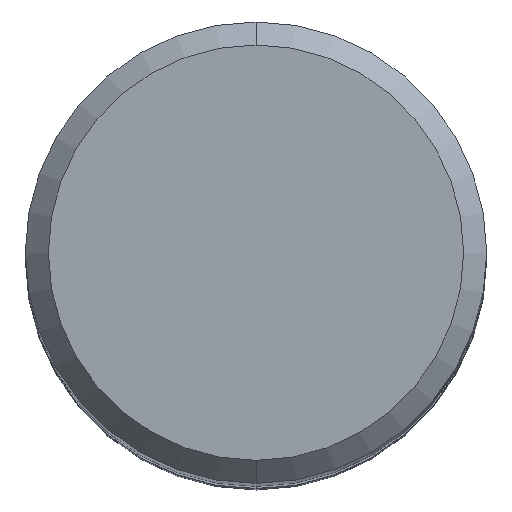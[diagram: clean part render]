
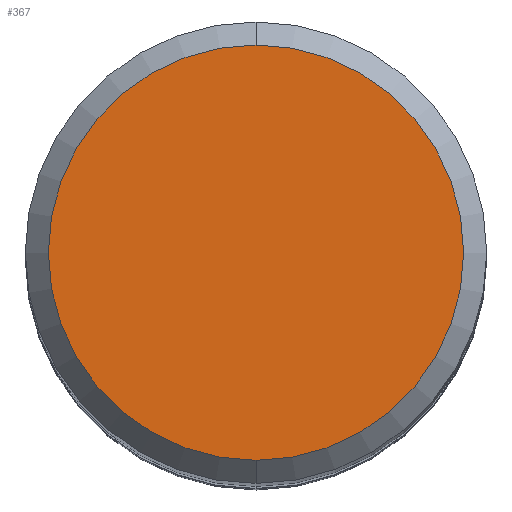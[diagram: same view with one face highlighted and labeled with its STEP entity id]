
A CAD part, top view. The second image highlights one B-rep face of the part: STEP entity #367.
In plain terms, the highlighted planar face has unit normal (0, 0, 1).
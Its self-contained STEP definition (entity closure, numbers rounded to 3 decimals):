
#273=EDGE_CURVE('',#431,#435,#655,.T.);
#315=EDGE_CURVE('',#435,#431,#699,.T.);
#367=ADVANCED_FACE('',(#757),#758,.T.);
#431=VERTEX_POINT('',#831);
#435=VERTEX_POINT('',#835);
#655=CIRCLE('',#1149,5.4);
#699=CIRCLE('',#1231,5.4);
#757=FACE_OUTER_BOUND('',#1358,.T.);
#758=PLANE('',#1359);
#831=CARTESIAN_POINT('',(0.,-5.4,0.0));
#835=CARTESIAN_POINT('',(0.0,5.4,0.0));
#1149=AXIS2_PLACEMENT_3D('',#1863,#1864,#1865);
#1231=AXIS2_PLACEMENT_3D('',#1902,#1903,#1904);
#1358=EDGE_LOOP('',(#1979,#1980));
#1359=AXIS2_PLACEMENT_3D('',#1981,#1982,#1983);
#1863=CARTESIAN_POINT('',(0.0,0.0,0.0));
#1864=DIRECTION('',(0.0,0.0,-1.0));
#1865=DIRECTION('',(0.0,1.0,0.0));
#1902=CARTESIAN_POINT('',(0.0,0.0,0.0));
#1903=DIRECTION('',(0.0,0.0,-1.0));
#1904=DIRECTION('',(0.0,1.0,0.0));
#1979=ORIENTED_EDGE('',*,*,#315,.F.);
#1980=ORIENTED_EDGE('',*,*,#273,.F.);
#1981=CARTESIAN_POINT('',(0.0,2.7,0.0));
#1982=DIRECTION('',(-0.0,0.0,1.0));
#1983=DIRECTION('',(0.0,-1.0,0.0));
